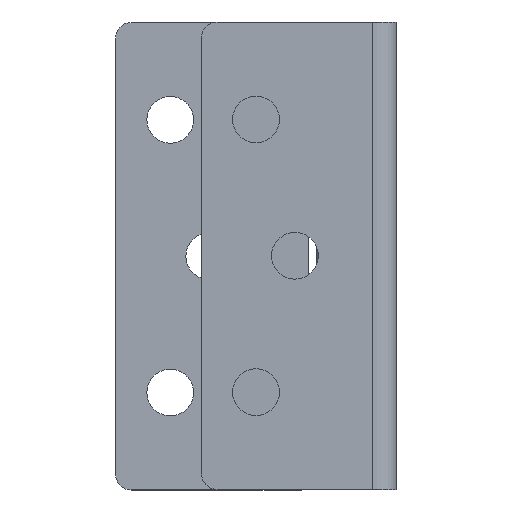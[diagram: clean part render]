
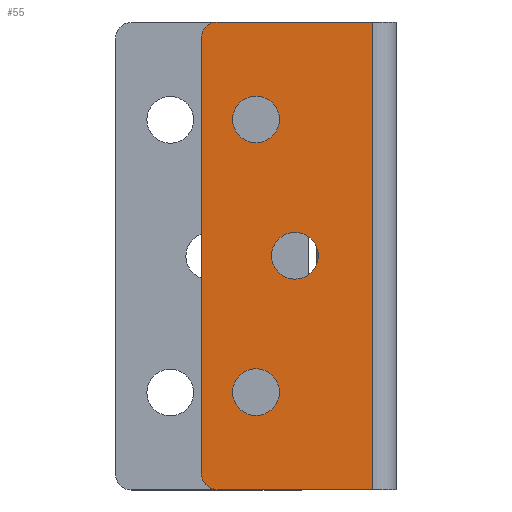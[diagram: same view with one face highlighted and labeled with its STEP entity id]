
A CAD part, top view. The second image highlights one B-rep face of the part: STEP entity #55.
In plain terms, the highlighted planar face has unit normal (0, 0, 1).
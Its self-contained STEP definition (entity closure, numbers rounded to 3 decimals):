
#40=FACE_BOUND('',#252,.T.);
#41=FACE_BOUND('',#253,.T.);
#42=FACE_BOUND('',#254,.T.);
#55=ADVANCED_FACE('',(#153,#40,#41,#42),#1745,.T.);
#153=FACE_OUTER_BOUND('',#251,.T.);
#251=EDGE_LOOP('',(#382,#383,#384,#385,#386,#387));
#252=EDGE_LOOP('',(#388,#389));
#253=EDGE_LOOP('',(#390,#391));
#254=EDGE_LOOP('',(#392,#393));
#382=ORIENTED_EDGE('',*,*,#981,.T.);
#383=ORIENTED_EDGE('',*,*,#908,.T.);
#384=ORIENTED_EDGE('',*,*,#977,.T.);
#385=ORIENTED_EDGE('',*,*,#909,.T.);
#386=ORIENTED_EDGE('',*,*,#979,.T.);
#387=ORIENTED_EDGE('',*,*,#910,.F.);
#388=ORIENTED_EDGE('',*,*,#946,.T.);
#389=ORIENTED_EDGE('',*,*,#991,.T.);
#390=ORIENTED_EDGE('',*,*,#949,.T.);
#391=ORIENTED_EDGE('',*,*,#994,.T.);
#392=ORIENTED_EDGE('',*,*,#936,.T.);
#393=ORIENTED_EDGE('',*,*,#988,.T.);
#908=EDGE_CURVE('',#1578,#1568,#1398,.T.);
#909=EDGE_CURVE('',#1570,#1569,#1399,.T.);
#910=EDGE_CURVE('',#1579,#1571,#1400,.T.);
#936=EDGE_CURVE('',#1534,#1585,#1211,.T.);
#946=EDGE_CURVE('',#1532,#1587,#1215,.T.);
#949=EDGE_CURVE('',#1533,#1589,#1217,.T.);
#977=EDGE_CURVE('',#1568,#1570,#1227,.T.);
#979=EDGE_CURVE('',#1569,#1571,#1229,.T.);
#981=EDGE_CURVE('',#1579,#1578,#1444,.T.);
#988=EDGE_CURVE('',#1585,#1534,#1235,.T.);
#991=EDGE_CURVE('',#1587,#1532,#1237,.T.);
#994=EDGE_CURVE('',#1589,#1533,#1239,.T.);
#1211=TRIMMED_CURVE($,#1303,(#2543),(#2544),.T.,.CARTESIAN.);
#1215=TRIMMED_CURVE($,#1307,(#2627),(#2628),.T.,.CARTESIAN.);
#1217=TRIMMED_CURVE($,#1309,(#2635),(#2636),.T.,.CARTESIAN.);
#1227=TRIMMED_CURVE($,#1319,(#2701),(#2702),.T.,.CARTESIAN.);
#1229=TRIMMED_CURVE($,#1321,(#2707),(#2708),.T.,.CARTESIAN.);
#1235=TRIMMED_CURVE($,#1327,(#2731),(#2732),.T.,.CARTESIAN.);
#1237=TRIMMED_CURVE($,#1329,(#2739),(#2740),.T.,.CARTESIAN.);
#1239=TRIMMED_CURVE($,#1331,(#2747),(#2748),.T.,.CARTESIAN.);
#1303=CIRCLE('',#1902,3.);
#1307=CIRCLE('',#1906,3.);
#1309=CIRCLE('',#1908,3.);
#1319=CIRCLE('',#1918,2.);
#1321=CIRCLE('',#1920,2.);
#1327=CIRCLE('',#1926,3.);
#1329=CIRCLE('',#1928,3.);
#1331=CIRCLE('',#1930,3.);
#1398=B_SPLINE_CURVE_WITH_KNOTS('',1,(#2424,#2425),.UNSPECIFIED.,.F.,.F.,
(2,2),(213.944,233.894),.UNSPECIFIED.);
#1399=B_SPLINE_CURVE_WITH_KNOTS('',1,(#2426,#2427),.UNSPECIFIED.,.F.,.F.,
(2,2),(2.,58.),.UNSPECIFIED.);
#1400=B_SPLINE_CURVE_WITH_KNOTS('',1,(#2428,#2429),.UNSPECIFIED.,.F.,.F.,
(2,2),(213.944,233.894),.UNSPECIFIED.);
#1444=B_SPLINE_CURVE_WITH_KNOTS('',1,(#2712,#2713),.UNSPECIFIED.,.F.,.F.,
(2,2),(0.,60.),.UNSPECIFIED.);
#1532=VERTEX_POINT('',#2336);
#1533=VERTEX_POINT('',#2337);
#1534=VERTEX_POINT('',#2338);
#1568=VERTEX_POINT('',#2372);
#1569=VERTEX_POINT('',#2373);
#1570=VERTEX_POINT('',#2374);
#1571=VERTEX_POINT('',#2375);
#1578=VERTEX_POINT('',#2382);
#1579=VERTEX_POINT('',#2383);
#1585=VERTEX_POINT('',#2389);
#1587=VERTEX_POINT('',#2391);
#1589=VERTEX_POINT('',#2393);
#1745=PLANE('',#1863);
#1863=AXIS2_PLACEMENT_3D('',#2293,#2032,$);
#1902=AXIS2_PLACEMENT_3D($,#2542,#2077,#2078);
#1906=AXIS2_PLACEMENT_3D($,#2626,#2085,#2086);
#1908=AXIS2_PLACEMENT_3D($,#2634,#2089,#2090);
#1918=AXIS2_PLACEMENT_3D($,#2700,#2109,#2110);
#1920=AXIS2_PLACEMENT_3D($,#2706,#2113,#2114);
#1926=AXIS2_PLACEMENT_3D($,#2730,#2125,#2126);
#1928=AXIS2_PLACEMENT_3D($,#2738,#2129,#2130);
#1930=AXIS2_PLACEMENT_3D($,#2746,#2133,#2134);
#2032=DIRECTION('',(0.,0.,1.));
#2077=DIRECTION('',(0.,0.,-1.));
#2078=DIRECTION('',(0.,1.,0.));
#2085=DIRECTION('',(0.,0.,-1.));
#2086=DIRECTION('',(0.,1.,0.));
#2089=DIRECTION('',(0.,0.,-1.));
#2090=DIRECTION('',(0.,1.,0.));
#2109=DIRECTION('',(0.,0.,1.));
#2110=DIRECTION('',(0.,1.,0.));
#2113=DIRECTION('',(0.,0.,1.));
#2114=DIRECTION('',(-1.,0.,0.));
#2125=DIRECTION('',(0.,0.,-1.));
#2126=DIRECTION('',(0.,-1.,0.));
#2129=DIRECTION('',(0.,0.,-1.));
#2130=DIRECTION('',(0.,-1.,0.));
#2133=DIRECTION('',(0.,0.,-1.));
#2134=DIRECTION('',(0.,-1.,0.));
#2293=CARTESIAN_POINT('',(20.586,30.,-3.87));
#2336=CARTESIAN_POINT('',(2.586,20.5,-3.87));
#2337=CARTESIAN_POINT('',(7.586,3.,-3.87));
#2338=CARTESIAN_POINT('',(2.586,-14.5,-3.87));
#2372=CARTESIAN_POINT('',(-2.414,30.,-3.87));
#2373=CARTESIAN_POINT('',(-4.414,-28.,-3.87));
#2374=CARTESIAN_POINT('',(-4.414,28.,-3.87));
#2375=CARTESIAN_POINT('',(-2.414,-30.,-3.87));
#2382=CARTESIAN_POINT('',(17.536,30.,-3.87));
#2383=CARTESIAN_POINT('',(17.536,-30.,-3.87));
#2389=CARTESIAN_POINT('',(2.586,-20.5,-3.87));
#2391=CARTESIAN_POINT('',(2.586,14.5,-3.87));
#2393=CARTESIAN_POINT('',(7.586,-3.,-3.87));
#2424=CARTESIAN_POINT('',(17.536,30.,-3.87));
#2425=CARTESIAN_POINT('',(-2.414,30.,-3.87));
#2426=CARTESIAN_POINT('',(-4.414,28.,-3.87));
#2427=CARTESIAN_POINT('',(-4.414,-28.,-3.87));
#2428=CARTESIAN_POINT('',(17.536,-30.,-3.87));
#2429=CARTESIAN_POINT('',(-2.414,-30.,-3.87));
#2542=CARTESIAN_POINT('',(2.586,-17.5,-3.87));
#2543=CARTESIAN_POINT('',(2.586,-14.5,-3.87));
#2544=CARTESIAN_POINT('',(2.586,-20.5,-3.87));
#2626=CARTESIAN_POINT('',(2.586,17.5,-3.87));
#2627=CARTESIAN_POINT('',(2.586,20.5,-3.87));
#2628=CARTESIAN_POINT('',(2.586,14.5,-3.87));
#2634=CARTESIAN_POINT('',(7.586,0.,-3.87));
#2635=CARTESIAN_POINT('',(7.586,3.,-3.87));
#2636=CARTESIAN_POINT('',(7.586,-3.,-3.87));
#2700=CARTESIAN_POINT('',(-2.414,28.,-3.87));
#2701=CARTESIAN_POINT('',(-2.414,30.,-3.87));
#2702=CARTESIAN_POINT('',(-4.414,28.,-3.87));
#2706=CARTESIAN_POINT('',(-2.414,-28.,-3.87));
#2707=CARTESIAN_POINT('',(-4.414,-28.,-3.87));
#2708=CARTESIAN_POINT('',(-2.414,-30.,-3.87));
#2712=CARTESIAN_POINT('',(17.536,-30.,-3.87));
#2713=CARTESIAN_POINT('',(17.536,30.,-3.87));
#2730=CARTESIAN_POINT('',(2.586,-17.5,-3.87));
#2731=CARTESIAN_POINT('',(2.586,-20.5,-3.87));
#2732=CARTESIAN_POINT('',(2.586,-14.5,-3.87));
#2738=CARTESIAN_POINT('',(2.586,17.5,-3.87));
#2739=CARTESIAN_POINT('',(2.586,14.5,-3.87));
#2740=CARTESIAN_POINT('',(2.586,20.5,-3.87));
#2746=CARTESIAN_POINT('',(7.586,0.,-3.87));
#2747=CARTESIAN_POINT('',(7.586,-3.,-3.87));
#2748=CARTESIAN_POINT('',(7.586,3.,-3.87));
